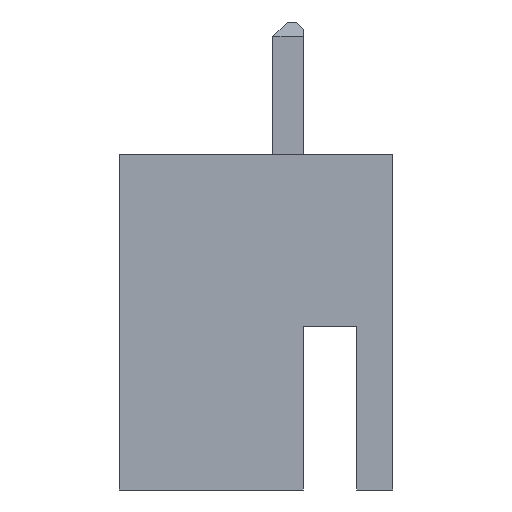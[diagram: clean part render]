
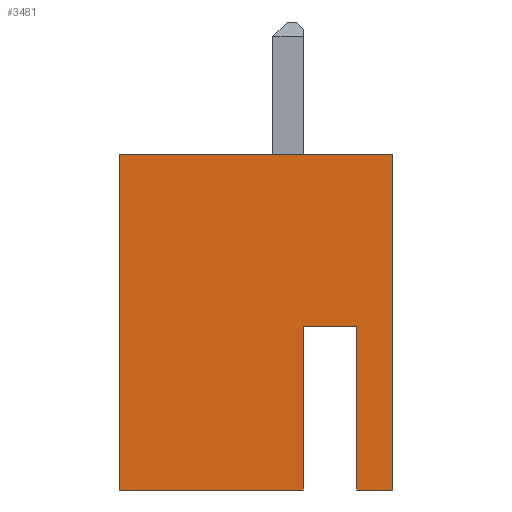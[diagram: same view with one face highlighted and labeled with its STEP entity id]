
A CAD part, left-side view. The second image highlights one B-rep face of the part: STEP entity #3481.
In plain terms, the highlighted planar face has unit normal (-1, 0, 0).
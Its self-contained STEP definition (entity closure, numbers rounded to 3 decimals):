
#235=FACE_OUTER_BOUND('',#431,.T.);
#431=EDGE_LOOP('',(#3007,#3008,#3009,#3010,#3011,#3012,#3013,#3014));
#854=LINE('',#5382,#1326);
#889=LINE('',#5451,#1361);
#893=LINE('',#5459,#1365);
#902=LINE('',#5480,#1374);
#903=LINE('',#5482,#1375);
#904=LINE('',#5484,#1376);
#905=LINE('',#5486,#1377);
#906=LINE('',#5487,#1378);
#1326=VECTOR('',#4432,10.);
#1361=VECTOR('',#4487,10.);
#1365=VECTOR('',#4493,10.);
#1374=VECTOR('',#4508,10.);
#1375=VECTOR('',#4509,10.);
#1376=VECTOR('',#4510,10.);
#1377=VECTOR('',#4511,10.);
#1378=VECTOR('',#4512,10.);
#1657=VERTEX_POINT('',#5378);
#1659=VERTEX_POINT('',#5381);
#1683=VERTEX_POINT('',#5449);
#1686=VERTEX_POINT('',#5457);
#1695=VERTEX_POINT('',#5479);
#1696=VERTEX_POINT('',#5481);
#1697=VERTEX_POINT('',#5483);
#1698=VERTEX_POINT('',#5485);
#2106=EDGE_CURVE('',#1659,#1657,#854,.T.);
#2141=EDGE_CURVE('',#1657,#1683,#889,.T.);
#2145=EDGE_CURVE('',#1686,#1683,#893,.T.);
#2154=EDGE_CURVE('',#1686,#1695,#902,.T.);
#2155=EDGE_CURVE('',#1695,#1696,#903,.T.);
#2156=EDGE_CURVE('',#1696,#1697,#904,.T.);
#2157=EDGE_CURVE('',#1698,#1697,#905,.T.);
#2158=EDGE_CURVE('',#1659,#1698,#906,.T.);
#3007=ORIENTED_EDGE('',*,*,#2154,.T.);
#3008=ORIENTED_EDGE('',*,*,#2155,.T.);
#3009=ORIENTED_EDGE('',*,*,#2156,.T.);
#3010=ORIENTED_EDGE('',*,*,#2157,.F.);
#3011=ORIENTED_EDGE('',*,*,#2158,.F.);
#3012=ORIENTED_EDGE('',*,*,#2106,.T.);
#3013=ORIENTED_EDGE('',*,*,#2141,.T.);
#3014=ORIENTED_EDGE('',*,*,#2145,.F.);
#3295=PLANE('',#3692);
#3481=ADVANCED_FACE('',(#235),#3295,.T.);
#3692=AXIS2_PLACEMENT_3D('',#5478,#4506,#4507);
#4432=DIRECTION('',(0.,1.,0.));
#4487=DIRECTION('',(0.,0.,-1.));
#4493=DIRECTION('',(0.,1.,0.));
#4506=DIRECTION('center_axis',(-1.,0.,0.));
#4507=DIRECTION('ref_axis',(0.,1.,0.));
#4508=DIRECTION('',(0.,0.,1.));
#4509=DIRECTION('',(0.,-1.,0.));
#4510=DIRECTION('',(0.,0.,-1.));
#4511=DIRECTION('',(0.,1.,0.));
#4512=DIRECTION('',(0.,0.,-1.));
#5378=CARTESIAN_POINT('',(-16.37,2.85,0.));
#5381=CARTESIAN_POINT('',(-16.37,-2.85,0.));
#5382=CARTESIAN_POINT('',(-16.37,-2.85,0.));
#5449=CARTESIAN_POINT('',(-16.37,2.85,-7.));
#5451=CARTESIAN_POINT('',(-16.37,2.85,0.));
#5457=CARTESIAN_POINT('',(-16.37,-0.98,-7.));
#5459=CARTESIAN_POINT('',(-16.37,-2.85,-7.));
#5478=CARTESIAN_POINT('Origin',(-16.37,-2.85,0.));
#5479=CARTESIAN_POINT('',(-16.37,-0.98,-3.6));
#5480=CARTESIAN_POINT('',(-16.37,-0.98,-1.8));
#5481=CARTESIAN_POINT('',(-16.37,-2.1,-3.6));
#5482=CARTESIAN_POINT('',(-16.37,-2.475,-3.6));
#5483=CARTESIAN_POINT('',(-16.37,-2.1,-7.));
#5484=CARTESIAN_POINT('',(-16.37,-2.1,-3.5));
#5485=CARTESIAN_POINT('',(-16.37,-2.85,-7.));
#5486=CARTESIAN_POINT('',(-16.37,-2.85,-7.));
#5487=CARTESIAN_POINT('',(-16.37,-2.85,0.));
